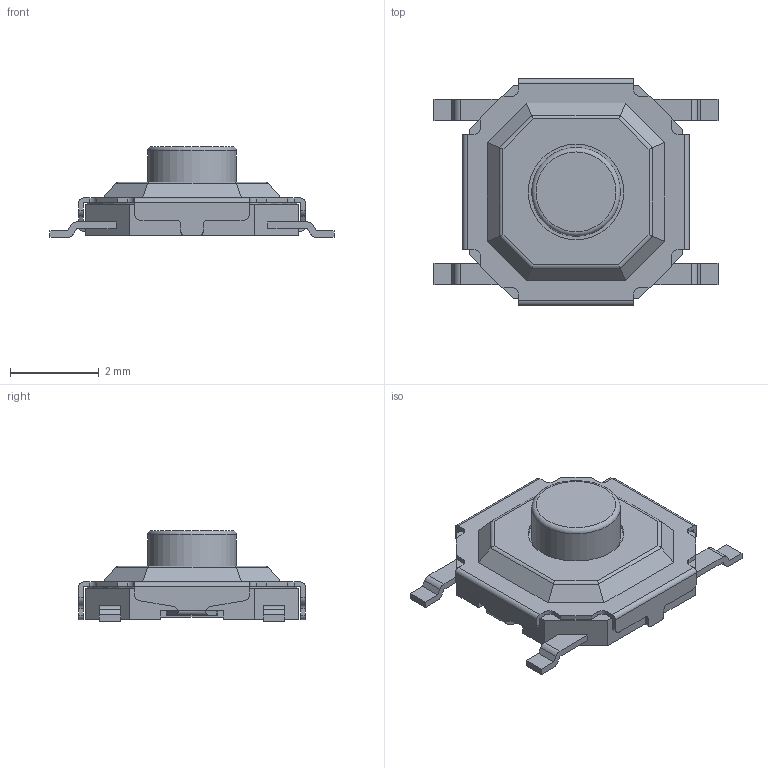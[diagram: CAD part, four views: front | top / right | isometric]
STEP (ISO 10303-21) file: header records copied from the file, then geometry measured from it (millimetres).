
FILE_DESCRIPTION( ( 'STEP AP214' ), '1' );
FILE_NAME( 'psolqas_11992_18.stp', '2022-02-10T10:29:00', ( 'License CC BY-ND 4.0' ), ( 'CADENAS' ), ' ', 'PARTsolutions', ' ' );
FILE_SCHEMA( ( 'AUTOMOTIVE_DESIGN { 1 0 10303 214 1 1 1 1 }' ) );
Length unit declared in the file: metre
Products named in the file (1): 1
Bounding box: 6.4 x 5.1 x 2.05 mm (x, y, z)
Volume: 18.3 mm3; surface area: 164.9 mm2
Topology: 1 solids, 1 shells, 237 faces, 638 edges, 415 vertices
Faces by surface type: plane 160, cylinder 75, cone 1, torus 1
Full cylindrical faces by diameter (mm): 0.35 x1, 1 x1, 2 x1, 2.15 x1, 2.2 x1, 3 x1, 4.75 x1
Entity records: 7397 total; most frequent: CARTESIAN_POINT 1408, ORIENTED_EDGE 1254, DIRECTION 1204, EDGE_CURVE 627, LINE 482, VECTOR 482, VERTEX_POINT 413, AXIS2_PLACEMENT_3D 361
